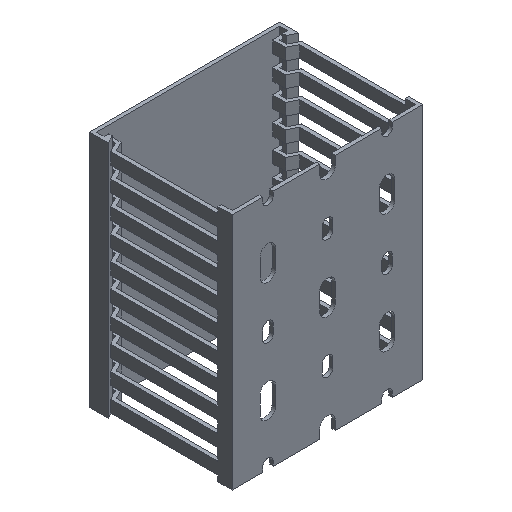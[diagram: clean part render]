
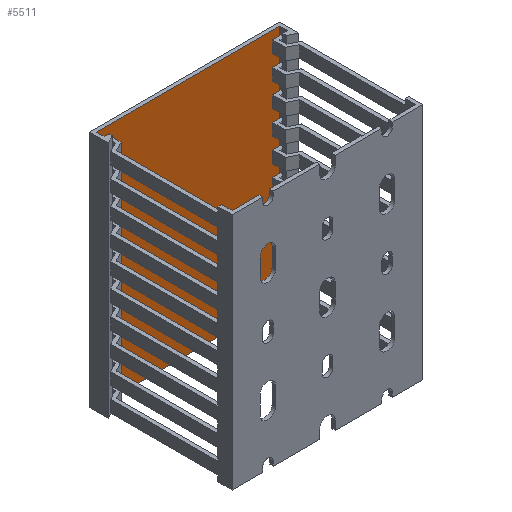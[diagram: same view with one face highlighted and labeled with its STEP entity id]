
A CAD part, isometric view. The second image highlights one B-rep face of the part: STEP entity #5511.
In plain terms, the highlighted planar face has unit normal (0, -1, 0).
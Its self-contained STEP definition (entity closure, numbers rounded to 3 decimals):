
#263 = ORIENTED_EDGE ( 'NONE', *, *, #1765, .T. ) ;
#354 = ORIENTED_EDGE ( 'NONE', *, *, #8321, .F. ) ;
#441 = CARTESIAN_POINT ( 'NONE',  ( -38.5, 58.5, -100. ) ) ;
#787 = LINE ( 'NONE', #7927, #2336 ) ;
#913 = CARTESIAN_POINT ( 'NONE',  ( -38.5, 58.5, -100. ) ) ;
#1099 = ORIENTED_EDGE ( 'NONE', *, *, #5312, .T. ) ;
#1358 = CARTESIAN_POINT ( 'NONE',  ( 38.5, 58.5, -100. ) ) ;
#1667 = DIRECTION ( 'NONE',  ( 0., 0., 1. ) ) ;
#1765 = EDGE_CURVE ( 'NONE', #3622, #7442, #787, .T. ) ;
#1814 = FACE_OUTER_BOUND ( 'NONE', #6329, .T. ) ;
#1861 = ORIENTED_EDGE ( 'NONE', *, *, #9404, .F. ) ;
#2336 = VECTOR ( 'NONE', #3598, 1000. ) ;
#2445 = AXIS2_PLACEMENT_3D ( 'NONE', #7617, #6100, #2529 ) ;
#2529 = DIRECTION ( 'NONE',  ( 0., 0., -1. ) ) ;
#2862 = LINE ( 'NONE', #9394, #9185 ) ;
#3598 = DIRECTION ( 'NONE',  ( 1., 0., 0. ) ) ;
#3622 = VERTEX_POINT ( 'NONE', #441 ) ;
#3853 = LINE ( 'NONE', #913, #7780 ) ;
#4712 = VECTOR ( 'NONE', #9272, 1000. ) ;
#4971 = LINE ( 'NONE', #1358, #4712 ) ;
#4988 = VERTEX_POINT ( 'NONE', #5165 ) ;
#5165 = CARTESIAN_POINT ( 'NONE',  ( 38.5, 58.5, 0. ) ) ;
#5312 = EDGE_CURVE ( 'NONE', #7442, #4988, #4971, .T. ) ;
#5511 = ADVANCED_FACE ( 'NONE', ( #1814 ), #6013, .T. ) ;
#5575 = DIRECTION ( 'NONE',  ( 1., 0., 0. ) ) ;
#6013 = PLANE ( 'NONE',  #2445 ) ;
#6100 = DIRECTION ( 'NONE',  ( 0., -1., 0. ) ) ;
#6329 = EDGE_LOOP ( 'NONE', ( #1861, #354, #263, #1099 ) ) ;
#6604 = CARTESIAN_POINT ( 'NONE',  ( 38.5, 58.5, -100. ) ) ;
#7442 = VERTEX_POINT ( 'NONE', #6604 ) ;
#7617 = CARTESIAN_POINT ( 'NONE',  ( -38.5, 58.5, -100. ) ) ;
#7780 = VECTOR ( 'NONE', #1667, 1000. ) ;
#7927 = CARTESIAN_POINT ( 'NONE',  ( -38.5, 58.5, -100. ) ) ;
#8321 = EDGE_CURVE ( 'NONE', #3622, #8989, #3853, .T. ) ;
#8590 = CARTESIAN_POINT ( 'NONE',  ( -38.5, 58.5, 0. ) ) ;
#8989 = VERTEX_POINT ( 'NONE', #8590 ) ;
#9185 = VECTOR ( 'NONE', #5575, 1000. ) ;
#9272 = DIRECTION ( 'NONE',  ( 0., 0., 1. ) ) ;
#9394 = CARTESIAN_POINT ( 'NONE',  ( -38.5, 58.5, 0. ) ) ;
#9404 = EDGE_CURVE ( 'NONE', #8989, #4988, #2862, .T. ) ;
